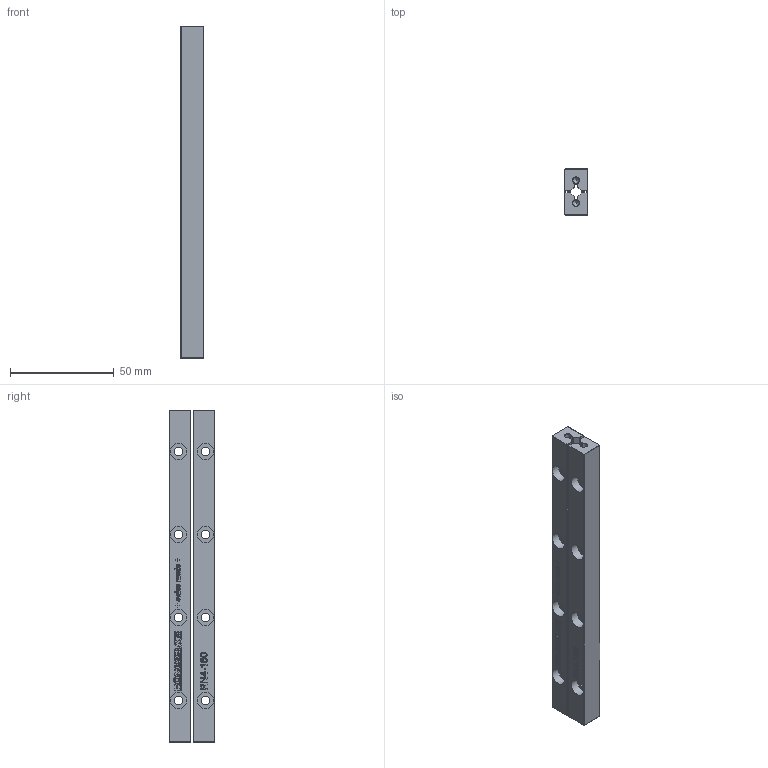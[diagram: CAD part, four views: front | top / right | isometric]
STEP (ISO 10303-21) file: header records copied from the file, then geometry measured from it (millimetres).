
FILE_DESCRIPTION(('FreeCAD Model'),'2;1');
FILE_NAME('RN4-160.step', '2020-08-07T17:41:23',('Author'),(''), 'Open CASCADE STEP processor 6.8','FreeCAD','Unknown');
FILE_SCHEMA(('AUTOMOTIVE_DESIGN_CC2 { 1 2 10303 214 -1 1 5 4 }'));
Length unit declared in the file: millimetre
Products named in the file (2): ASSEMBLY; Schienenpaar
Assembly tree (1 placements, depth 2):
  ASSEMBLY
    Schienenpaar
Bounding box: 11 x 22 x 160 mm (x, y, z)
Volume: 31412.7 mm3; surface area: 17081.3 mm2
Topology: 2 solids, 2 shells, 677 faces, 1831 edges, 1202 vertices
Faces by surface type: extrusion 398, plane 237, cylinder 24, cone 18
Full cylindrical faces by diameter (mm): 4.3 x8, 8 x8
Entity records: 45545 total; most frequent: CARTESIAN_POINT 11683, DIRECTION 4817, VECTOR 4085, LINE 3687, ORIENTED_EDGE 3654, PCURVE 3654, DEFINITIONAL_REPRESENTATION 3654, B_SPLINE_CURVE_WITH_KNOTS 2080
